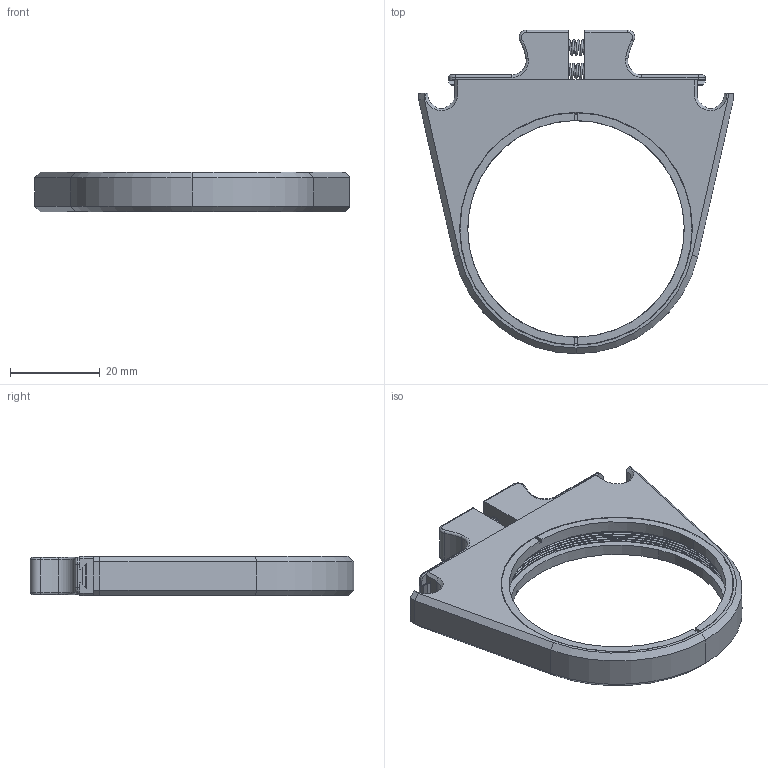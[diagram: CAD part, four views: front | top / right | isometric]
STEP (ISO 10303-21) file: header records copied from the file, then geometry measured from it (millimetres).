
FILE_DESCRIPTION((''),'2;1');
FILE_NAME('CSD60-M_ASM','2026-02-28T11:41:55',('R&D'),(''),'CREO PARAMETRIC BY PTC INC, 2021063','CREO PARAMETRIC BY PTC INC, 2021063','');
FILE_SCHEMA(('CONFIG_CONTROL_DESIGN'));
Products named in the file (11): CSD60-M-A2; CSD60-M-A3; CSD60-M-A4; CSD60-M-A5; CSD60-M-A6; CSD60-M-A7; CSD60-M-A8; CSD60-M-A9; CSD60-M-B1; CSD60-M-A1_ASM; CSD60-M_ASM
Assembly tree (11 placements, depth 3):
  CSD60-M_ASM
    CSD60-M-A1_ASM
      CSD60-M-A2
      CSD60-M-A3
      CSD60-M-A4
      CSD60-M-A5
      CSD60-M-A6
      CSD60-M-A7
      CSD60-M-A8
      CSD60-M-A9
      CSD60-M-B1  x2
Bounding box: 70.1 x 72.05 x 8.89 mm (x, y, z)
Volume: 13794.1 mm3; surface area: 11958.5 mm2
Topology: 9 solids, 9 shells, 293 faces, 734 edges, 465 vertices
Faces by surface type: plane 123, cylinder 96, bspline 37, cone 21, torus 16
Entity records: 59862 total; most frequent: CARTESIAN_POINT 54213, ORIENTED_EDGE 1176, DIRECTION 1057, EDGE_CURVE 588, VERTEX_POINT 373, AXIS2_PLACEMENT_3D 366, VECTOR 325, LINE 325
